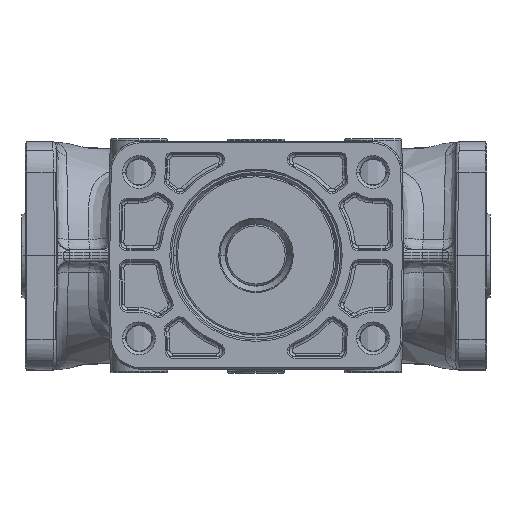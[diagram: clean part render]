
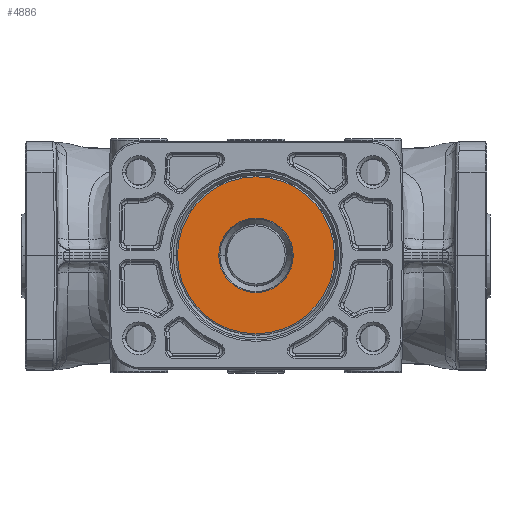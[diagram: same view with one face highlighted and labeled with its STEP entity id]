
A CAD part, top view. The second image highlights one B-rep face of the part: STEP entity #4886.
In plain terms, the highlighted planar face has unit normal (0, 0, 1).
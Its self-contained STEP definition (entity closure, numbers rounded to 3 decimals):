
#4886=ADVANCED_FACE('',(#12536,#12537),#12538,.T.);
#12536=FACE_OUTER_BOUND('',#26092,.T.);
#12537=FACE_BOUND('',#26093,.T.);
#12538=PLANE('',#26094);
#26092=EDGE_LOOP('',(#120531,#120532));
#26093=EDGE_LOOP('',(#120533,#120534));
#26094=AXIS2_PLACEMENT_3D('',#120535,#120536,#120537);
#120531=ORIENTED_EDGE('',*,*,#144675,.F.);
#120532=ORIENTED_EDGE('',*,*,#144877,.F.);
#120533=ORIENTED_EDGE('',*,*,#144875,.T.);
#120534=ORIENTED_EDGE('',*,*,#144680,.T.);
#120535=CARTESIAN_POINT('',(-18.8,0.0,131.8));
#120536=DIRECTION('',(0.0,0.0,1.0));
#120537=DIRECTION('',(1.0,-0.0,0.0));
#144675=EDGE_CURVE('',#158612,#158614,#158615,.T.);
#144680=EDGE_CURVE('',#158622,#158619,#158623,.T.);
#144875=EDGE_CURVE('',#158619,#158622,#158904,.T.);
#144877=EDGE_CURVE('',#158614,#158612,#158906,.T.);
#158612=VERTEX_POINT('',#179036);
#158614=VERTEX_POINT('',#179038);
#158615=CIRCLE('',#179039,25.5);
#158619=VERTEX_POINT('',#179043);
#158622=VERTEX_POINT('',#179047);
#158623=CIRCLE('',#179048,12.1);
#158904=CIRCLE('',#179637,12.1);
#158906=CIRCLE('',#179639,25.5);
#179036=CARTESIAN_POINT('',(-25.5,0.0,131.8));
#179038=CARTESIAN_POINT('',(25.5,0.,131.8));
#179039=AXIS2_PLACEMENT_3D('',#210805,#210806,#210807);
#179043=CARTESIAN_POINT('',(-12.1,0.0,131.8));
#179047=CARTESIAN_POINT('',(12.1,0.,131.8));
#179048=AXIS2_PLACEMENT_3D('',#210815,#210816,#210817);
#179637=AXIS2_PLACEMENT_3D('',#211027,#211028,#211029);
#179639=AXIS2_PLACEMENT_3D('',#211030,#211031,#211032);
#210805=CARTESIAN_POINT('',(0.0,0.0,131.8));
#210806=DIRECTION('',(0.0,0.0,-1.0));
#210807=DIRECTION('',(-1.0,0.0,0.0));
#210815=CARTESIAN_POINT('',(0.0,0.0,131.8));
#210816=DIRECTION('',(0.0,0.0,-1.0));
#210817=DIRECTION('',(-1.0,0.0,0.0));
#211027=CARTESIAN_POINT('',(0.0,0.0,131.8));
#211028=DIRECTION('',(0.0,0.0,-1.0));
#211029=DIRECTION('',(-1.0,0.0,0.0));
#211030=CARTESIAN_POINT('',(0.0,0.0,131.8));
#211031=DIRECTION('',(0.0,0.0,-1.0));
#211032=DIRECTION('',(-1.0,0.0,0.0));
